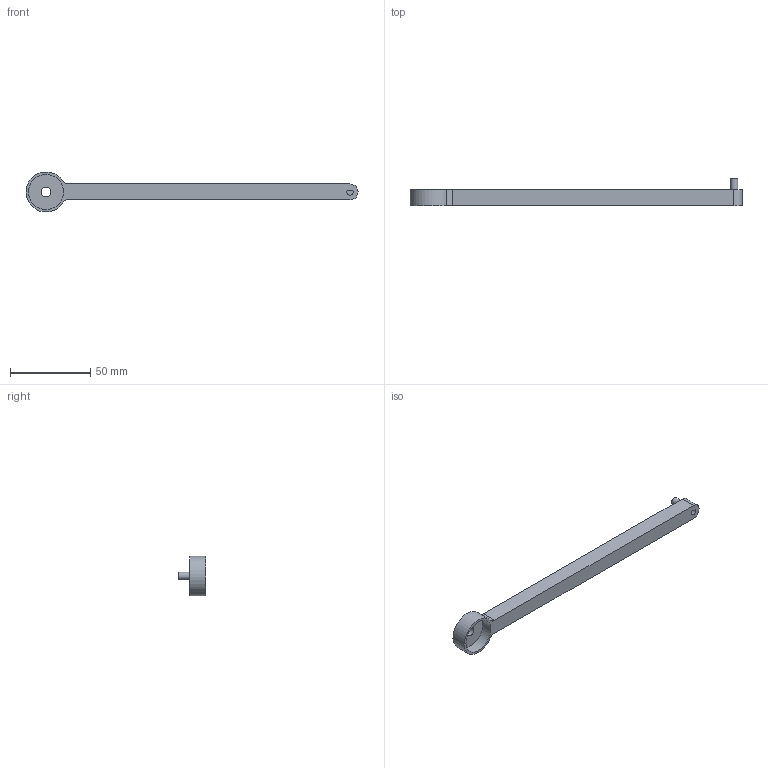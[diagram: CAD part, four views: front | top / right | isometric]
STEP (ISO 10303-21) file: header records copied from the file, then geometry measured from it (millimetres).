
FILE_DESCRIPTION(/* description */ (''),/* implementation_level */ '2;1');
FILE_NAME(/* name */ 'eslabon1_ipt_cfc9528f.STEP',/* time_stamp */ '2022-10-25T01:46:51-05:00',/* author */ ('felip'),/* organization */ (''),/* preprocessor_version */ 'ST-DEVELOPER v18.1',/* originating_system */ 'Autodesk Inventor 2021',/* authorisation */ '');
FILE_SCHEMA (('AUTOMOTIVE_DESIGN { 1 0 10303 214 3 1 1 }'));
Length unit declared in the file: millimetre
Products named in the file (1): eslabon1
Bounding box: 207.48 x 17 x 24.96 mm (x, y, z)
Volume: 20368.4 mm3; surface area: 9730.2 mm2
Topology: 1 solids, 1 shells, 16 faces, 36 edges, 25 vertices
Faces by surface type: cylinder 8, plane 8
Full cylindrical faces by diameter (mm): 4.7 x1, 6 x1, 22 x1
Entity records: 508 total; most frequent: DIRECTION 89, CARTESIAN_POINT 78, ORIENTED_EDGE 72, EDGE_CURVE 36, AXIS2_PLACEMENT_3D 36, VERTEX_POINT 25, EDGE_LOOP 21, CIRCLE 19
